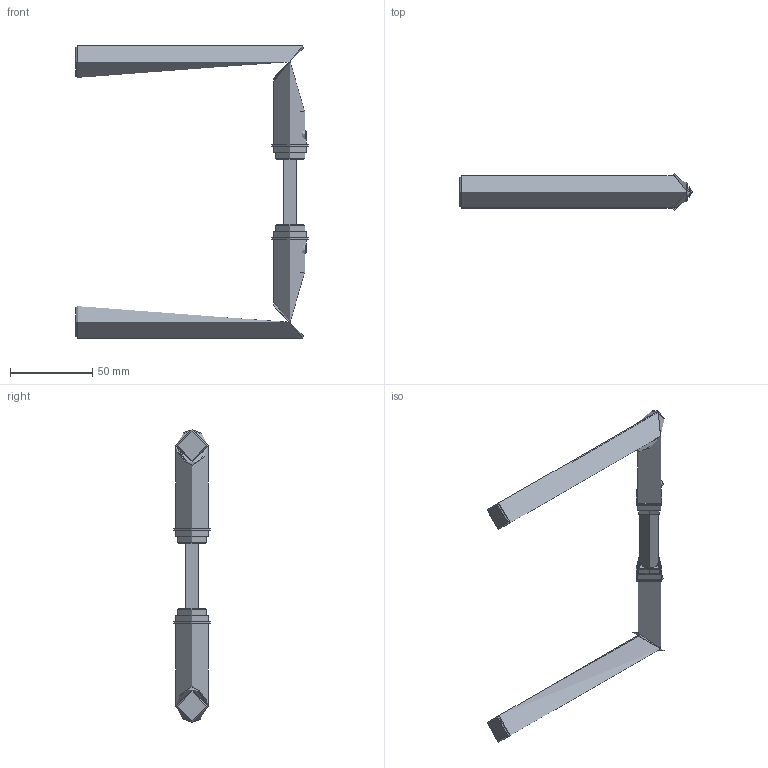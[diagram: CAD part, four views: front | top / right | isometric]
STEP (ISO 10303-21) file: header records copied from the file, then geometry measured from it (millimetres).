
FILE_DESCRIPTION (( 'STEP AP203' ), '1' );
FILE_NAME ('56650-240.STEP', '2019-10-25T08:46:07', ( '' ), ( '' ), 'SwSTEP 2.0', 'SolidWorks 2015', '' );
FILE_SCHEMA (( 'CONFIG_CONTROL_DESIGN' ));
Length unit declared in the file: millimetre
Products named in the file (13): DIN914; 56650-240 Teil1; 56650-240 Teil3; 56650-240 Teil2; 56650-240; DIN914_DIN 914 M6x6; 56650-240 Teil1_56650-240; 56650-240 Teil2_56632-240 Teil2; 56650-240 Teil3_56650-240 Teil3
Assembly tree (9 placements, depth 2):
  56650-240 Teil1
  56650-240 Teil3
  56650-240 Teil2
  56650-240
    56650-240 Teil1_56650-240  x2
    DIN914_DIN 914 M6x6  x2
    56650-240 Teil2_56632-240 Teil2  x2
    56650-240 Teil3_56650-240 Teil3
  56650-240 Teil2
Bounding box: 141.2 x 22 x 178 mm (x, y, z)
Volume: 36824.6 mm3; surface area: 55151.4 mm2
Topology: 9 solids, 9 shells, 586 faces, 1540 edges, 1012 vertices
Faces by surface type: plane 256, bspline 220, cylinder 84, cone 20, torus 6
Full cylindrical faces by diameter (mm): 5 x4, 6 x2, 17.7 x4, 17.8 x4, 18 x2, 19.6 x4, 20 x2, 22 x2
Entity records: 17827 total; most frequent: CARTESIAN_POINT 9968, ORIENTED_EDGE 1540, DIRECTION 1027, EDGE_CURVE 770, VERTEX_POINT 519, EDGE_LOOP 357, VECTOR 351, LINE 351
